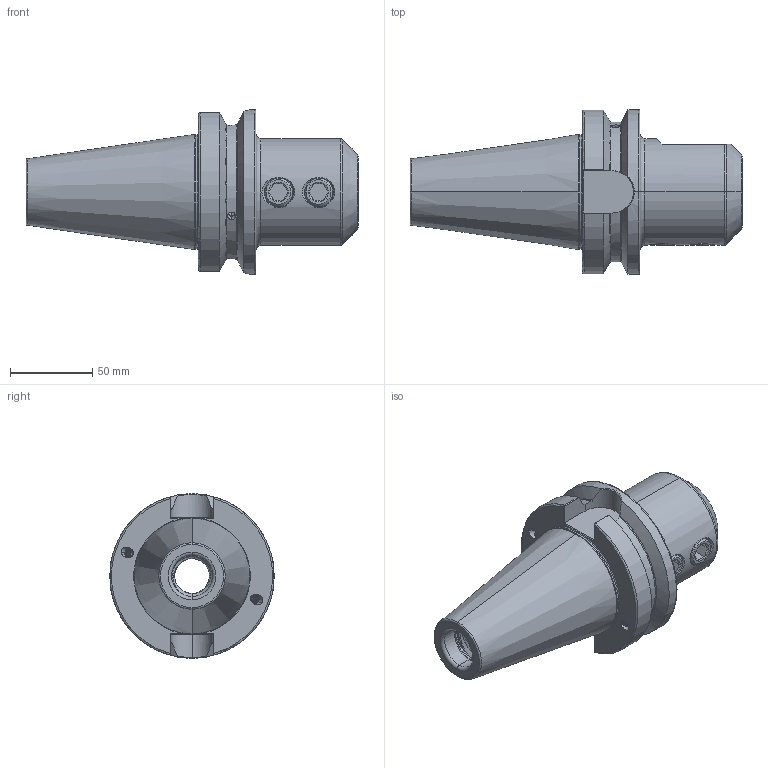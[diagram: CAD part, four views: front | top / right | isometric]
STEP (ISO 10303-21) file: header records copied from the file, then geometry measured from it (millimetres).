
FILE_DESCRIPTION (( 'STEP AP203' ), '1' );
FILE_NAME ('506.04.25.STEP', '2016-08-08T03:44:00', ( '' ), ( '' ), 'SwSTEP 2.0', 'SolidWorks 2012', '' );
FILE_SCHEMA (( 'CONFIG_CONTROL_DESIGN' ));
Length unit declared in the file: millimetre
Products named in the file (3): 506.04.25; 側固18_M18x2_20L
Assembly tree (3 placements, depth 2):
  506.04.25
    506.04.25
    側固18_M18x2_20L  x2
Bounding box: 201.8 x 100 x 100 mm (x, y, z)
Volume: 599166.4 mm3; surface area: 81420.2 mm2
Topology: 3 solids, 3 shells, 333 faces, 908 edges, 582 vertices
Faces by surface type: cylinder 170, plane 58, cone 40, bspline 36, torus 29
Entity records: 27780 total; most frequent: CARTESIAN_POINT 21119, ORIENTED_EDGE 1596, DIRECTION 1043, EDGE_CURVE 798, VERTEX_POINT 515, AXIS2_PLACEMENT_3D 405, EDGE_LOOP 315, ADVANCED_FACE 294
